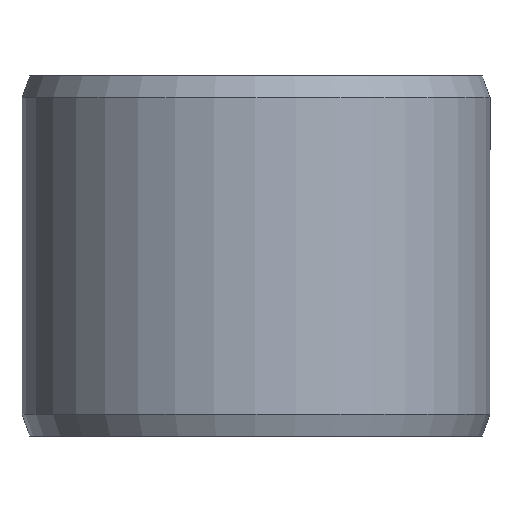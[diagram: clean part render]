
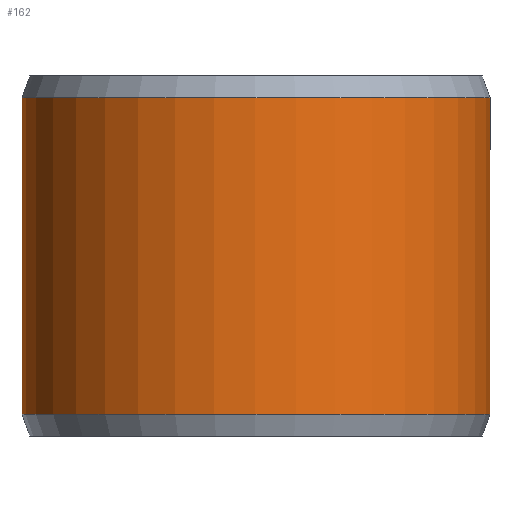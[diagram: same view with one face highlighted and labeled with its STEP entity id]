
A CAD part, front view. The second image highlights one B-rep face of the part: STEP entity #162.
In plain terms, the highlighted cylindrical face has radius 6.5 mm (diameter 13 mm), a partial arc.
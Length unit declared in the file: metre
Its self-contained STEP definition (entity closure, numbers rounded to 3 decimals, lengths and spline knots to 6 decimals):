
#162=ADVANCED_FACE('',(#185,#186),#187,.T.);
#185=FACE_OUTER_BOUND('',#211,.T.);
#186=FACE_BOUND('',#212,.T.);
#187=CYLINDRICAL_SURFACE('',#213,0.0065);
#211=EDGE_LOOP('',(#289,#290,#291,#292));
#212=EDGE_LOOP('',(#293));
#213=AXIS2_PLACEMENT_3D('',#294,#295,#296);
#289=ORIENTED_EDGE('',*,*,#314,.T.);
#290=ORIENTED_EDGE('',*,*,#323,.F.);
#291=ORIENTED_EDGE('',*,*,#309,.F.);
#292=ORIENTED_EDGE('',*,*,#324,.T.);
#293=ORIENTED_EDGE('',*,*,#327,.T.);
#294=CARTESIAN_POINT('',(0.,0.,0.0));
#295=DIRECTION('',(0.,0.0,-1.0));
#296=DIRECTION('',(-1.0,0.0,0.));
#309=EDGE_CURVE('',#341,#342,#343,.T.);
#314=EDGE_CURVE('',#351,#349,#352,.T.);
#323=EDGE_CURVE('',#342,#349,#365,.T.);
#324=EDGE_CURVE('',#341,#351,#366,.T.);
#327=EDGE_CURVE('',#370,#370,#371,.T.);
#341=VERTEX_POINT('',#389);
#342=VERTEX_POINT('',#390);
#343=CIRCLE('',#391,0.0065);
#349=VERTEX_POINT('',#399);
#351=VERTEX_POINT('',#402);
#352=CIRCLE('',#403,0.0065);
#365=LINE('',#422,#423);
#366=LINE('',#424,#425);
#370=VERTEX_POINT('',#493);
#371=B_SPLINE_CURVE_WITH_KNOTS('',3,(#494,#495,#496,#497,#498,#499,#500,#501,#502,#503,#504,#505,#506,#507,#508,#509,#510,#511,#512,#513,#514,#515,#516,#517,#518,#519,#520,#521,#522,#523,#524,#525,#526,#527,#528,#529,#530,#531,#532,#533,#534,#535,#536,#537,#538,#539,#540,#541,#542,#543,#544,#545,#546,#547,#548,#549,#550,#551),.UNSPECIFIED.,.T.,.F.,(2,2,2,2,2,2,2,2,2,2,2,2,2,2,2,2,2,2,2,2,2,2,2,2,2,2,2,2,2,2,2),(-0.000393,0.0,0.000393,0.000786,0.001179,0.001573,0.002359,0.002752,0.003145,0.003538,0.003931,0.004718,0.005111,0.005504,0.005897,0.00629,0.007077,0.00747,0.007863,0.008256,0.008649,0.009042,0.009436,0.009829,0.010222,0.011008,0.011401,0.011794,0.012188,0.012581,0.012974),.UNSPECIFIED.);
#389=CARTESIAN_POINT('',(0.000113,0.006499,0.0006));
#390=CARTESIAN_POINT('',(0.,0.0065,0.0006));
#391=AXIS2_PLACEMENT_3D('',#565,#566,#567);
#399=CARTESIAN_POINT('',(0.,0.0065,0.0094));
#402=CARTESIAN_POINT('',(0.000113,0.006499,0.0094));
#403=AXIS2_PLACEMENT_3D('',#574,#575,#576);
#422=CARTESIAN_POINT('',(0.,0.0065,0.0006));
#423=VECTOR('',#589,1.0);
#424=CARTESIAN_POINT('',(0.000113,0.006499,0.0006));
#425=VECTOR('',#590,1.0);
#493=CARTESIAN_POINT('',(0.004271,-0.0049,0.005));
#494=CARTESIAN_POINT('',(0.004271,-0.0049,0.004867));
#495=CARTESIAN_POINT('',(0.004271,-0.0049,0.005133));
#496=CARTESIAN_POINT('',(0.004282,-0.004891,0.005264));
#497=CARTESIAN_POINT('',(0.004322,-0.004855,0.00552));
#498=CARTESIAN_POINT('',(0.004352,-0.004828,0.005648));
#499=CARTESIAN_POINT('',(0.00443,-0.004757,0.005889));
#500=CARTESIAN_POINT('',(0.004477,-0.004713,0.006004));
#501=CARTESIAN_POINT('',(0.004584,-0.004609,0.006221));
#502=CARTESIAN_POINT('',(0.004645,-0.004548,0.006323));
#503=CARTESIAN_POINT('',(0.004839,-0.004344,0.006598));
#504=CARTESIAN_POINT('',(0.004988,-0.004174,0.006746));
#505=CARTESIAN_POINT('',(0.005211,-0.003887,0.006896));
#506=CARTESIAN_POINT('',(0.005286,-0.003785,0.006935));
#507=CARTESIAN_POINT('',(0.005433,-0.003571,0.006987));
#508=CARTESIAN_POINT('',(0.005503,-0.003461,0.007));
#509=CARTESIAN_POINT('',(0.005639,-0.003236,0.007));
#510=CARTESIAN_POINT('',(0.005704,-0.00312,0.006987));
#511=CARTESIAN_POINT('',(0.005823,-0.002891,0.006935));
#512=CARTESIAN_POINT('',(0.005878,-0.002778,0.006897));
#513=CARTESIAN_POINT('',(0.006028,-0.002443,0.006746));
#514=CARTESIAN_POINT('',(0.006107,-0.002234,0.006598));
#515=CARTESIAN_POINT('',(0.006196,-0.001965,0.006322));
#516=CARTESIAN_POINT('',(0.006221,-0.001884,0.006222));
#517=CARTESIAN_POINT('',(0.006263,-0.001741,0.006006));
#518=CARTESIAN_POINT('',(0.00628,-0.001678,0.005889));
#519=CARTESIAN_POINT('',(0.006306,-0.001576,0.005648));
#520=CARTESIAN_POINT('',(0.006316,-0.001537,0.005523));
#521=CARTESIAN_POINT('',(0.006328,-0.001485,0.005265));
#522=CARTESIAN_POINT('',(0.006331,-0.001471,0.005132));
#523=CARTESIAN_POINT('',(0.006331,-0.001471,0.004739));
#524=CARTESIAN_POINT('',(0.006319,-0.001525,0.004474));
#525=CARTESIAN_POINT('',(0.00628,-0.001677,0.004112));
#526=CARTESIAN_POINT('',(0.006263,-0.00174,0.003995));
#527=CARTESIAN_POINT('',(0.006221,-0.001884,0.003779));
#528=CARTESIAN_POINT('',(0.006197,-0.001965,0.003679));
#529=CARTESIAN_POINT('',(0.006137,-0.002144,0.003494));
#530=CARTESIAN_POINT('',(0.006102,-0.002242,0.003411));
#531=CARTESIAN_POINT('',(0.006023,-0.002446,0.003266));
#532=CARTESIAN_POINT('',(0.005979,-0.002553,0.003204));
#533=CARTESIAN_POINT('',(0.005878,-0.002777,0.003103));
#534=CARTESIAN_POINT('',(0.005823,-0.00289,0.003065));
#535=CARTESIAN_POINT('',(0.005705,-0.003118,0.003013));
#536=CARTESIAN_POINT('',(0.00564,-0.003234,0.003));
#537=CARTESIAN_POINT('',(0.005504,-0.00346,0.003));
#538=CARTESIAN_POINT('',(0.005433,-0.00357,0.003013));
#539=CARTESIAN_POINT('',(0.005287,-0.003783,0.003064));
#540=CARTESIAN_POINT('',(0.005212,-0.003886,0.003103));
#541=CARTESIAN_POINT('',(0.004988,-0.004174,0.003253));
#542=CARTESIAN_POINT('',(0.004839,-0.004343,0.003402));
#543=CARTESIAN_POINT('',(0.004645,-0.004548,0.003677));
#544=CARTESIAN_POINT('',(0.004584,-0.004609,0.003779));
#545=CARTESIAN_POINT('',(0.004477,-0.004713,0.003996));
#546=CARTESIAN_POINT('',(0.00443,-0.004757,0.00411));
#547=CARTESIAN_POINT('',(0.004353,-0.004828,0.004351));
#548=CARTESIAN_POINT('',(0.004322,-0.004855,0.004479));
#549=CARTESIAN_POINT('',(0.004282,-0.004891,0.004736));
#550=CARTESIAN_POINT('',(0.004271,-0.0049,0.004867));
#551=CARTESIAN_POINT('',(0.004271,-0.0049,0.005133));
#565=CARTESIAN_POINT('',(0.,0.,0.0006));
#566=DIRECTION('',(0.,0.0,-1.0));
#567=DIRECTION('',(-1.0,0.0,0.));
#574=CARTESIAN_POINT('',(0.,0.,0.0094));
#575=DIRECTION('',(0.,0.0,-1.0));
#576=DIRECTION('',(-1.0,0.0,0.));
#589=DIRECTION('',(0.0,0.0,1.0));
#590=DIRECTION('',(0.,0.,1.0));
